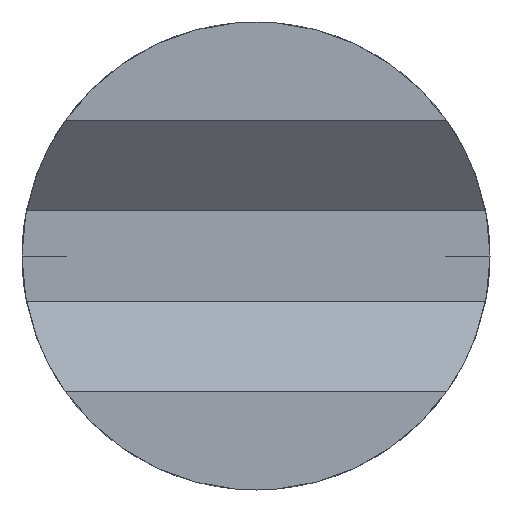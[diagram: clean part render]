
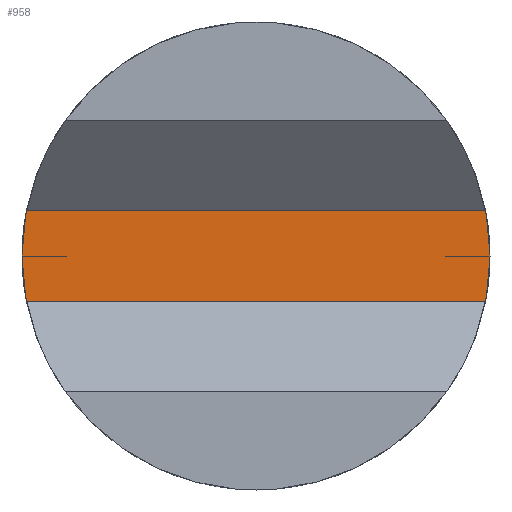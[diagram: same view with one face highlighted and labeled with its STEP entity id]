
A CAD part, left-side view. The second image highlights one B-rep face of the part: STEP entity #958.
In plain terms, the highlighted planar face has unit normal (-1, 0, 0).
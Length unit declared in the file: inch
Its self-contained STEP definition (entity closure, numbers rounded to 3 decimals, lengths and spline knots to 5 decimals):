
#17 = DIRECTION ( 'NONE',  ( 1., 0., 0. ) ) ;
#23 = CARTESIAN_POINT ( 'NONE',  ( -0.26, 0.03052, 0.006 ) ) ;
#28 = AXIS2_PLACEMENT_3D ( 'NONE', #435, #1525, #1540 ) ;
#100 = CARTESIAN_POINT ( 'NONE',  ( -0.26, 0.73427, 0.006 ) ) ;
#119 = VERTEX_POINT ( 'NONE', #424 ) ;
#141 = ORIENTED_EDGE ( 'NONE', *, *, #1227, .F. ) ;
#143 = CARTESIAN_POINT ( 'NONE',  ( -0.26, 0., 0. ) ) ;
#147 = AXIS2_PLACEMENT_3D ( 'NONE', #1206, #231, #217 ) ;
#154 = DIRECTION ( 'NONE',  ( 0., 1., 0. ) ) ;
#210 = FACE_OUTER_BOUND ( 'NONE', #1265, .T. ) ;
#217 = DIRECTION ( 'NONE',  ( 0., 1., 0. ) ) ;
#227 = ORIENTED_EDGE ( 'NONE', *, *, #807, .F. ) ;
#231 = DIRECTION ( 'NONE',  ( 1., 0., 0. ) ) ;
#242 = DIRECTION ( 'NONE',  ( 0., 1., 0. ) ) ;
#264 = VERTEX_POINT ( 'NONE', #1148 ) ;
#322 = VERTEX_POINT ( 'NONE', #614 ) ;
#424 = CARTESIAN_POINT ( 'NONE',  ( -0.26, 0.03052, -0.006 ) ) ;
#435 = CARTESIAN_POINT ( 'NONE',  ( -0.26, 0.73427, -0.006 ) ) ;
#446 = CARTESIAN_POINT ( 'NONE',  ( -0.26, 0.0311, 0. ) ) ;
#458 = ORIENTED_EDGE ( 'NONE', *, *, #1168, .F. ) ;
#528 = VECTOR ( 'NONE', #800, 39.37008 ) ;
#562 = EDGE_CURVE ( 'NONE', #119, #1597, #631, .T. ) ;
#568 = DIRECTION ( 'NONE',  ( 0., 1., 0. ) ) ;
#586 = VECTOR ( 'NONE', #1606, 39.37008 ) ;
#593 = CARTESIAN_POINT ( 'NONE',  ( -0.26, 0., 0. ) ) ;
#614 = CARTESIAN_POINT ( 'NONE',  ( -0.26, -0.03052, 0.006 ) ) ;
#622 = EDGE_CURVE ( 'NONE', #119, #1158, #1570, .T. ) ;
#631 = CIRCLE ( 'NONE', #969, 0.0311 ) ;
#662 = CIRCLE ( 'NONE', #1459, 0.0311 ) ;
#795 = ORIENTED_EDGE ( 'NONE', *, *, #562, .F. ) ;
#800 = DIRECTION ( 'NONE',  ( 0., -1., 0. ) ) ;
#807 = EDGE_CURVE ( 'NONE', #1597, #1508, #1482, .T. ) ;
#869 = EDGE_CURVE ( 'NONE', #1508, #322, #981, .T. ) ;
#893 = DIRECTION ( 'NONE',  ( 1., 0., 0. ) ) ;
#958 = ADVANCED_FACE ( 'NONE', ( #210 ), #1569, .T. ) ;
#969 = AXIS2_PLACEMENT_3D ( 'NONE', #143, #893, #242 ) ;
#981 = LINE ( 'NONE', #100, #528 ) ;
#1039 = CARTESIAN_POINT ( 'NONE',  ( -0.26, 0., 0. ) ) ;
#1063 = ORIENTED_EDGE ( 'NONE', *, *, #622, .T. ) ;
#1148 = CARTESIAN_POINT ( 'NONE',  ( -0.26, -0.0311, 0. ) ) ;
#1158 = VERTEX_POINT ( 'NONE', #1516 ) ;
#1168 = EDGE_CURVE ( 'NONE', #264, #1158, #662, .T. ) ;
#1206 = CARTESIAN_POINT ( 'NONE',  ( -0.26, 0., 0. ) ) ;
#1227 = EDGE_CURVE ( 'NONE', #322, #264, #1334, .T. ) ;
#1253 = ORIENTED_EDGE ( 'NONE', *, *, #869, .F. ) ;
#1265 = EDGE_LOOP ( 'NONE', ( #141, #1253, #227, #795, #1063, #458 ) ) ;
#1334 = CIRCLE ( 'NONE', #147, 0.0311 ) ;
#1351 = AXIS2_PLACEMENT_3D ( 'NONE', #1039, #1550, #568 ) ;
#1459 = AXIS2_PLACEMENT_3D ( 'NONE', #593, #17, #154 ) ;
#1482 = CIRCLE ( 'NONE', #1351, 0.0311 ) ;
#1508 = VERTEX_POINT ( 'NONE', #23 ) ;
#1516 = CARTESIAN_POINT ( 'NONE',  ( -0.26, -0.03052, -0.006 ) ) ;
#1525 = DIRECTION ( 'NONE',  ( -1., 0., 0. ) ) ;
#1540 = DIRECTION ( 'NONE',  ( 0., 1., 0. ) ) ;
#1550 = DIRECTION ( 'NONE',  ( 1., 0., 0. ) ) ;
#1569 = PLANE ( 'NONE',  #28 ) ;
#1570 = LINE ( 'NONE', #1587, #586 ) ;
#1587 = CARTESIAN_POINT ( 'NONE',  ( -0.26, 0.73427, -0.006 ) ) ;
#1597 = VERTEX_POINT ( 'NONE', #446 ) ;
#1606 = DIRECTION ( 'NONE',  ( 0., -1., 0. ) ) ;
